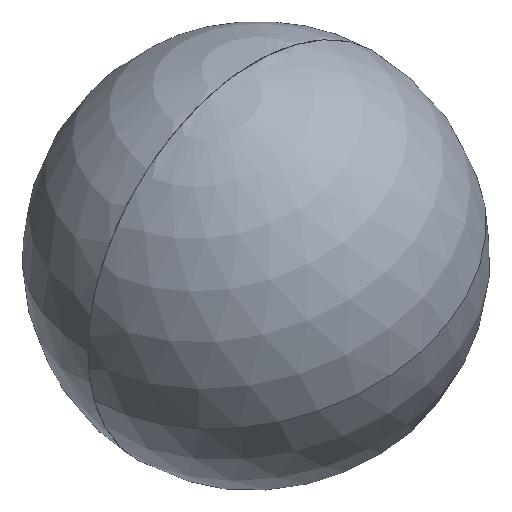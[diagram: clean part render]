
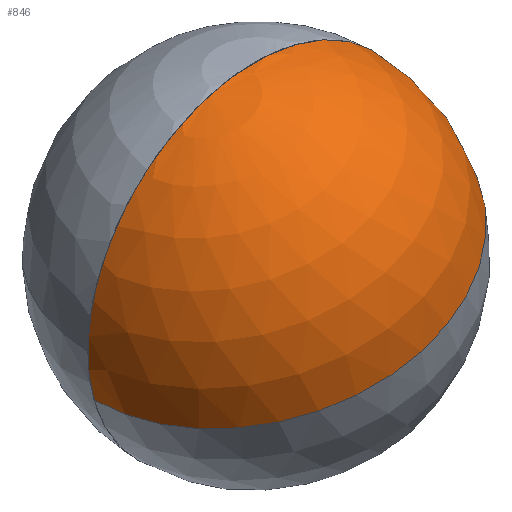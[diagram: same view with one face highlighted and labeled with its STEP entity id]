
A CAD part, isometric view. The second image highlights one B-rep face of the part: STEP entity #846.
In plain terms, the highlighted spherical face has radius 25 mm.
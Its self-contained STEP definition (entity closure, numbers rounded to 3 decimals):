
#2 = EDGE_CURVE ( 'NONE', #1191, #1102, #1411, .T. ) ;
#72 = AXIS2_PLACEMENT_3D ( 'NONE', #904, #897, #1007 ) ;
#216 = CARTESIAN_POINT ( 'NONE',  ( 0., 0., 0. ) ) ;
#251 = ORIENTED_EDGE ( 'NONE', *, *, #1202, .F. ) ;
#466 = FACE_OUTER_BOUND ( 'NONE', #695, .T. ) ;
#500 = DIRECTION ( 'NONE',  ( 1., 0., 0. ) ) ;
#593 = DIRECTION ( 'NONE',  ( 0., 0., 1. ) ) ;
#695 = EDGE_LOOP ( 'NONE', ( #251, #1266, #844 ) ) ;
#698 = SPHERICAL_SURFACE ( 'NONE', #1030, 25. ) ;
#735 = AXIS2_PLACEMENT_3D ( 'NONE', #1028, #910, #1021 ) ;
#755 = CIRCLE ( 'NONE', #930, 25. ) ;
#844 = ORIENTED_EDGE ( 'NONE', *, *, #1396, .F. ) ;
#846 = ADVANCED_FACE ( 'NONE', ( #466 ), #698, .T. ) ;
#897 = DIRECTION ( 'NONE',  ( 0., 0., 1. ) ) ;
#904 = CARTESIAN_POINT ( 'NONE',  ( 0., 0., 0. ) ) ;
#910 = DIRECTION ( 'NONE',  ( 0., -1., 0. ) ) ;
#930 = AXIS2_PLACEMENT_3D ( 'NONE', #216, #963, #1416 ) ;
#963 = DIRECTION ( 'NONE',  ( 0., 0., -1. ) ) ;
#1002 = CIRCLE ( 'NONE', #735, 25. ) ;
#1007 = DIRECTION ( 'NONE',  ( 1., 0., 0. ) ) ;
#1021 = DIRECTION ( 'NONE',  ( 0., 0., -1. ) ) ;
#1028 = CARTESIAN_POINT ( 'NONE',  ( 0., 0., 0. ) ) ;
#1030 = AXIS2_PLACEMENT_3D ( 'NONE', #1161, #593, #500 ) ;
#1102 = VERTEX_POINT ( 'NONE', #1237 ) ;
#1161 = CARTESIAN_POINT ( 'NONE',  ( 0., 0., 0. ) ) ;
#1191 = VERTEX_POINT ( 'NONE', #1214 ) ;
#1202 = EDGE_CURVE ( 'NONE', #1191, #1417, #755, .T. ) ;
#1214 = CARTESIAN_POINT ( 'NONE',  ( 0., 25., 0. ) ) ;
#1237 = CARTESIAN_POINT ( 'NONE',  ( -25., 0., 0. ) ) ;
#1266 = ORIENTED_EDGE ( 'NONE', *, *, #2, .T. ) ;
#1335 = CARTESIAN_POINT ( 'NONE',  ( 25., 0., 0. ) ) ;
#1396 = EDGE_CURVE ( 'NONE', #1417, #1102, #1002, .T. ) ;
#1411 = CIRCLE ( 'NONE', #72, 25. ) ;
#1416 = DIRECTION ( 'NONE',  ( -1., 0., 0. ) ) ;
#1417 = VERTEX_POINT ( 'NONE', #1335 ) ;
